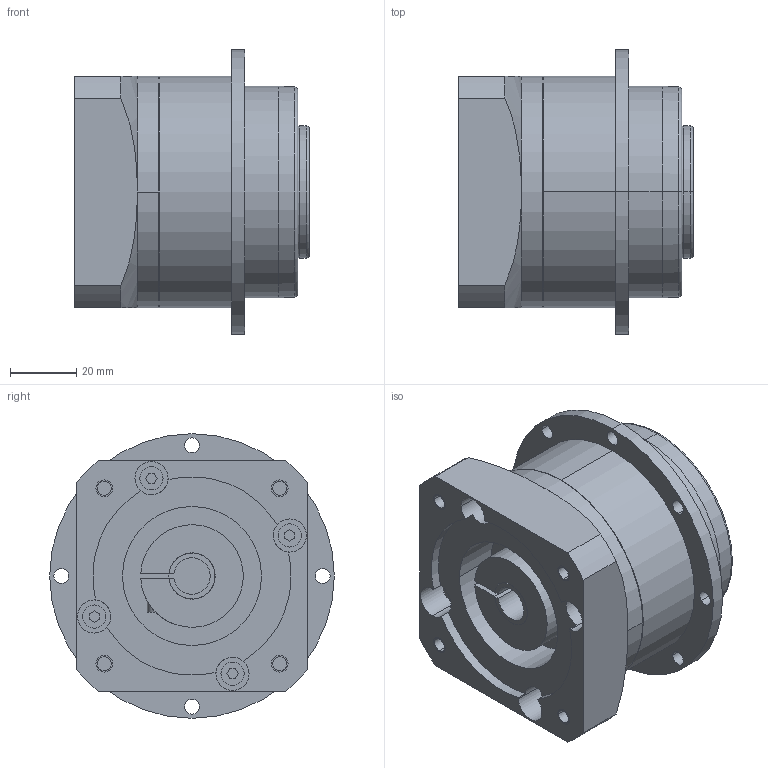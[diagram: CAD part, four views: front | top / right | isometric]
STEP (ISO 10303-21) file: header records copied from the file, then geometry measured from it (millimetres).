
FILE_DESCRIPTION((''),'2;1');
FILE_NAME('MB_PLFN_MASTER','2022-05-16T',('agw'),(''),'CREO PARAMETRIC BY PTC INC, 2018360','CREO PARAMETRIC BY PTC INC, 2018360','');
FILE_SCHEMA(('AUTOMOTIVE_DESIGN { 1 0 10303 214 1 1 1 1 }'));
Length unit declared in the file: millimetre
Products named in the file (1): MB_PLFN_MASTER
Bounding box: 71 x 86 x 86 mm (x, y, z)
Volume: 251617.1 mm3; surface area: 41397.8 mm2
Topology: 1 solids, 19 shells, 256 faces, 595 edges, 392 vertices
Faces by surface type: cylinder 130, plane 114, bspline 4, cone 4, torus 4
Entity records: 9236 total; most frequent: CARTESIAN_POINT 1460, DIRECTION 1375, ORIENTED_EDGE 1142, EDGE_CURVE 595, AXIS2_PLACEMENT_3D 536, VERTEX_POINT 392, EDGE_LOOP 311, VECTOR 303
